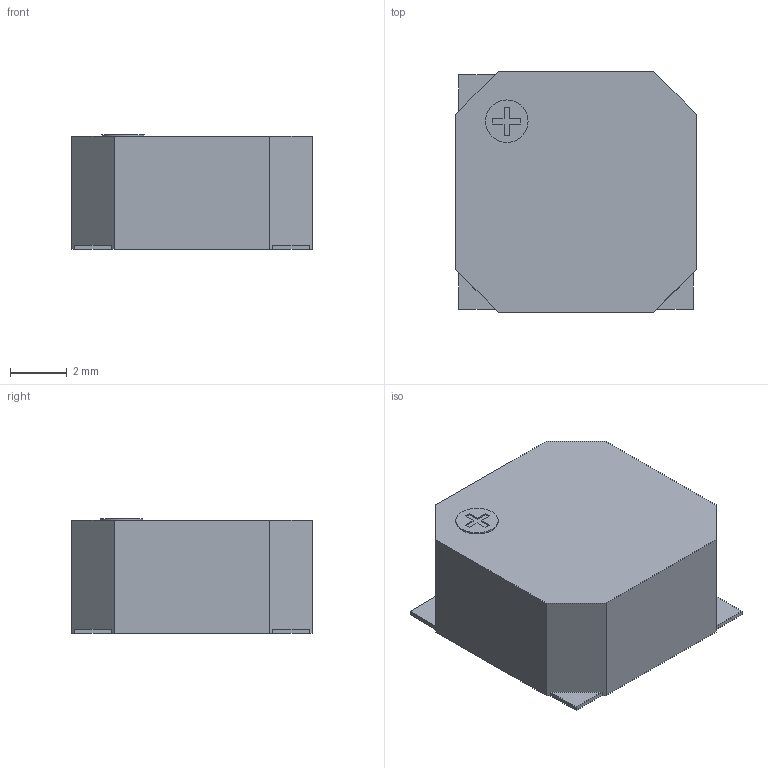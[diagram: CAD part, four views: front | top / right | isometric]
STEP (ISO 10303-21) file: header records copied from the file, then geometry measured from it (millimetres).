
FILE_DESCRIPTION( ( 'Unknown' ), '1' );
FILE_NAME( 'Buzzer_OBO-40AP1.step', 'Unknown', ( 'Unknown' ), ( 'Unknown' ), 'PSStep 15.0.49', 'Unknown', ' ' );
FILE_SCHEMA( ( 'AUTOMOTIVE_DESIGN { 1 0 10303 214 1 1 1 1 }' ) );
Length unit declared in the file: millimetre
Products named in the file (1): 1
Bounding box: 8.5 x 8.5 x 4.05 mm (x, y, z)
Volume: 269.5 mm3; surface area: 269.3 mm2
Topology: 1 solids, 1 shells, 39 faces, 102 edges, 68 vertices
Faces by surface type: plane 38, cylinder 1
Full cylindrical faces by diameter (mm): 1.5 x1
Entity records: 1501 total; most frequent: CARTESIAN_POINT 209, ORIENTED_EDGE 202, DIRECTION 183, EDGE_CURVE 101, LINE 99, VECTOR 99, VERTEX_POINT 68, EDGE_LOOP 43
